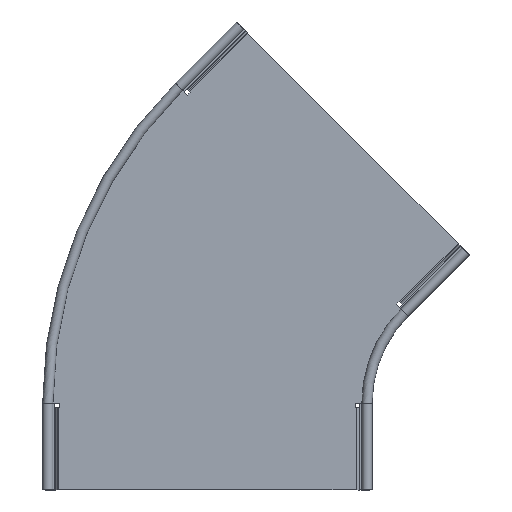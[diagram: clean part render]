
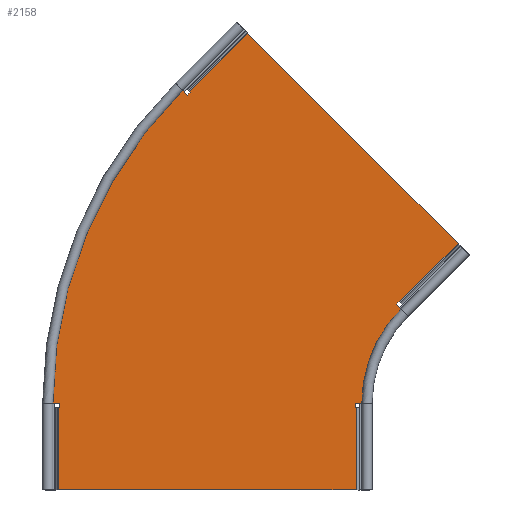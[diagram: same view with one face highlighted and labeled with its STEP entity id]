
A CAD part, top view. The second image highlights one B-rep face of the part: STEP entity #2158.
In plain terms, the highlighted planar face has unit normal (0, 0, 1).
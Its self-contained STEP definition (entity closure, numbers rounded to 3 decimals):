
#1047=DIRECTION('',(0.,-1.,0.));
#1048=VECTOR('',#1047,100.);
#1049=CARTESIAN_POINT('',(-180.55,100.,0.));
#1050=LINE('',#1049,#1048);
#1077=DIRECTION('',(-1.,0.,0.));
#1078=VECTOR('',#1077,361.1);
#1079=CARTESIAN_POINT('',(180.55,0.,0.));
#1080=LINE('',#1079,#1078);
#1085=DIRECTION('',(0.,-1.,0.));
#1086=VECTOR('',#1085,100.);
#1087=CARTESIAN_POINT('',(180.55,100.,0.));
#1088=LINE('',#1087,#1086);
#1089=DIRECTION('',(-1.,0.,0.));
#1090=VECTOR('',#1089,1.051);
#1091=CARTESIAN_POINT('',(-179.499,100.,0.));
#1092=LINE('',#1091,#1090);
#1093=DIRECTION('',(0.,-1.,0.));
#1094=VECTOR('',#1093,5.);
#1095=CARTESIAN_POINT('',(-179.499,105.,0.));
#1096=LINE('',#1095,#1094);
#1097=CARTESIAN_POINT('',(350.,105.,0.));
#1098=DIRECTION('',(0.,0.,1.));
#1099=DIRECTION('',(-0.707,0.707,0.));
#1100=AXIS2_PLACEMENT_3D('',#1097,#1098,#1099);
#1102=DIRECTION('',(-0.707,0.707,0.));
#1103=VECTOR('',#1102,18.001);
#1104=CARTESIAN_POINT('',(-24.412,479.412,0.));
#1105=LINE('',#1104,#1103);
#1106=DIRECTION('',(-0.707,-0.707,0.));
#1107=VECTOR('',#1106,5.);
#1108=CARTESIAN_POINT('',(-20.877,482.948,0.));
#1109=LINE('',#1108,#1107);
#1110=DIRECTION('',(0.707,-0.707,0.));
#1111=VECTOR('',#1110,1.051);
#1112=CARTESIAN_POINT('',(-21.62,483.691,0.));
#1113=LINE('',#1112,#1111);
#1114=DIRECTION('',(-0.707,0.707,0.));
#1115=VECTOR('',#1114,361.1);
#1116=CARTESIAN_POINT('',(304.427,299.065,0.));
#1117=LINE('',#1116,#1115);
#1118=DIRECTION('',(0.707,-0.707,0.));
#1119=VECTOR('',#1118,1.051);
#1120=CARTESIAN_POINT('',(232.973,229.098,0.));
#1121=LINE('',#1120,#1119);
#1122=DIRECTION('',(0.707,0.707,0.));
#1123=VECTOR('',#1122,5.);
#1124=CARTESIAN_POINT('',(229.437,225.563,0.));
#1125=LINE('',#1124,#1123);
#1126=DIRECTION('',(-0.707,0.707,0.));
#1127=VECTOR('',#1126,18.001);
#1128=CARTESIAN_POINT('',(242.166,212.834,0.));
#1129=LINE('',#1128,#1127);
#1130=CARTESIAN_POINT('',(350.,105.,0.));
#1131=DIRECTION('',(0.,0.,-1.));
#1132=DIRECTION('',(-1.,0.,0.));
#1133=AXIS2_PLACEMENT_3D('',#1130,#1131,#1132);
#1135=DIRECTION('',(0.,1.,0.));
#1136=VECTOR('',#1135,5.);
#1137=CARTESIAN_POINT('',(179.499,100.,0.));
#1138=LINE('',#1137,#1136);
#1139=DIRECTION('',(-1.,0.,0.));
#1140=VECTOR('',#1139,1.051);
#1141=CARTESIAN_POINT('',(180.55,100.,0.));
#1142=LINE('',#1141,#1140);
#1203=DIRECTION('',(-1.,0.,0.));
#1204=VECTOR('',#1203,18.001);
#1205=CARTESIAN_POINT('',(197.5,105.,0.));
#1206=LINE('',#1205,#1204);
#1241=DIRECTION('',(0.707,0.707,0.));
#1242=VECTOR('',#1241,100.);
#1243=CARTESIAN_POINT('',(233.716,228.355,0.));
#1244=LINE('',#1243,#1242);
#1285=DIRECTION('',(-0.707,-0.707,0.));
#1286=VECTOR('',#1285,100.);
#1287=CARTESIAN_POINT('',(49.091,554.402,0.));
#1288=LINE('',#1287,#1286);
#1327=DIRECTION('',(-1.,0.,0.));
#1328=VECTOR('',#1327,18.001);
#1329=CARTESIAN_POINT('',(-179.499,105.,0.));
#1330=LINE('',#1329,#1328);
#1811=CARTESIAN_POINT('',(304.427,299.065,0.));
#1812=VERTEX_POINT('',#1811);
#1813=CARTESIAN_POINT('',(233.716,228.355,0.));
#1814=VERTEX_POINT('',#1813);
#1839=CARTESIAN_POINT('',(180.55,100.,0.));
#1840=VERTEX_POINT('',#1839);
#1863=CARTESIAN_POINT('',(180.55,0.,0.));
#1864=VERTEX_POINT('',#1863);
#1873=CARTESIAN_POINT('',(-21.62,483.691,0.));
#1874=VERTEX_POINT('',#1873);
#1885=CARTESIAN_POINT('',(49.091,554.402,
0.));
#1886=VERTEX_POINT('',#1885);
#1890=CARTESIAN_POINT('',(232.973,229.098,0.));
#1892=VERTEX_POINT('',#1890);
#1897=CARTESIAN_POINT('',(-24.412,479.412,0.));
#1899=VERTEX_POINT('',#1897);
#1902=CARTESIAN_POINT('',(229.437,225.563,0.));
#1904=VERTEX_POINT('',#1902);
#1905=CARTESIAN_POINT('',(-20.877,482.948,0.));
#1907=VERTEX_POINT('',#1905);
#1937=CARTESIAN_POINT('',(-180.55,0.,0.));
#1938=VERTEX_POINT('',#1937);
#1939=CARTESIAN_POINT('',(-180.55,100.,0.));
#1940=VERTEX_POINT('',#1939);
#1945=CARTESIAN_POINT('',(242.166,212.834,0.));
#1946=VERTEX_POINT('',#1945);
#1947=CARTESIAN_POINT('',(179.499,105.,0.));
#1948=VERTEX_POINT('',#1947);
#1949=CARTESIAN_POINT('',(197.5,105.,0.));
#1950=VERTEX_POINT('',#1949);
#1951=CARTESIAN_POINT('',(-179.499,100.,0.));
#1952=VERTEX_POINT('',#1951);
#1953=CARTESIAN_POINT('',(-197.5,105.,0.));
#1954=VERTEX_POINT('',#1953);
#1955=CARTESIAN_POINT('',(-37.141,492.141,0.));
#1956=VERTEX_POINT('',#1955);
#1957=CARTESIAN_POINT('',(-179.499,105.,0.));
#1958=VERTEX_POINT('',#1957);
#1959=CARTESIAN_POINT('',(179.499,100.,0.));
#1960=VERTEX_POINT('',#1959);
#2113=CARTESIAN_POINT('',(350.,105.,0.));
#2114=DIRECTION('',(0.,0.,-1.));
#2115=DIRECTION('',(-1.,0.,0.));
#2116=AXIS2_PLACEMENT_3D('',#2113,#2114,#2115);
#2117=PLANE('',#2116);
#2119=ORIENTED_EDGE('',*,*,#2118,.T.);
#2120=ORIENTED_EDGE('',*,*,#2104,.T.);
#2121=ORIENTED_EDGE('',*,*,#2049,.F.);
#2123=ORIENTED_EDGE('',*,*,#2122,.F.);
#2125=ORIENTED_EDGE('',*,*,#2124,.F.);
#2127=ORIENTED_EDGE('',*,*,#2126,.T.);
#2129=ORIENTED_EDGE('',*,*,#2128,.F.);
#2131=ORIENTED_EDGE('',*,*,#2130,.F.);
#2133=ORIENTED_EDGE('',*,*,#2132,.F.);
#2135=ORIENTED_EDGE('',*,*,#2134,.F.);
#2137=ORIENTED_EDGE('',*,*,#2136,.F.);
#2139=ORIENTED_EDGE('',*,*,#2138,.F.);
#2141=ORIENTED_EDGE('',*,*,#2140,.F.);
#2143=ORIENTED_EDGE('',*,*,#2142,.F.);
#2145=ORIENTED_EDGE('',*,*,#2144,.F.);
#2147=ORIENTED_EDGE('',*,*,#2146,.F.);
#2149=ORIENTED_EDGE('',*,*,#2148,.F.);
#2151=ORIENTED_EDGE('',*,*,#2150,.T.);
#2153=ORIENTED_EDGE('',*,*,#2152,.F.);
#2155=ORIENTED_EDGE('',*,*,#2154,.F.);
#2156=EDGE_LOOP('',(#2119,#2120,#2121,#2123,#2125,#2127,#2129,#2131,#2133,#2135,
#2137,#2139,#2141,#2143,#2145,#2147,#2149,#2151,#2153,#2155));
#2157=FACE_OUTER_BOUND('',#2156,.F.);
#2158=ADVANCED_FACE('',(#2157),#2117,.F.);
#1101=CIRCLE('',#1100,547.5);
#1134=CIRCLE('',#1133,152.5);
#2049=EDGE_CURVE('',#1940,#1938,#1050,.T.);
#2104=EDGE_CURVE('',#1864,#1938,#1080,.T.);
#2118=EDGE_CURVE('',#1840,#1864,#1088,.T.);
#2122=EDGE_CURVE('',#1952,#1940,#1092,.T.);
#2124=EDGE_CURVE('',#1958,#1952,#1096,.T.);
#2126=EDGE_CURVE('',#1958,#1954,#1330,.T.);
#2128=EDGE_CURVE('',#1956,#1954,#1101,.T.);
#2130=EDGE_CURVE('',#1899,#1956,#1105,.T.);
#2132=EDGE_CURVE('',#1907,#1899,#1109,.T.);
#2134=EDGE_CURVE('',#1874,#1907,#1113,.T.);
#2136=EDGE_CURVE('',#1886,#1874,#1288,.T.);
#2138=EDGE_CURVE('',#1812,#1886,#1117,.T.);
#2140=EDGE_CURVE('',#1814,#1812,#1244,.T.);
#2142=EDGE_CURVE('',#1892,#1814,#1121,.T.);
#2144=EDGE_CURVE('',#1904,#1892,#1125,.T.);
#2146=EDGE_CURVE('',#1946,#1904,#1129,.T.);
#2148=EDGE_CURVE('',#1950,#1946,#1134,.T.);
#2150=EDGE_CURVE('',#1950,#1948,#1206,.T.);
#2152=EDGE_CURVE('',#1960,#1948,#1138,.T.);
#2154=EDGE_CURVE('',#1840,#1960,#1142,.T.);
